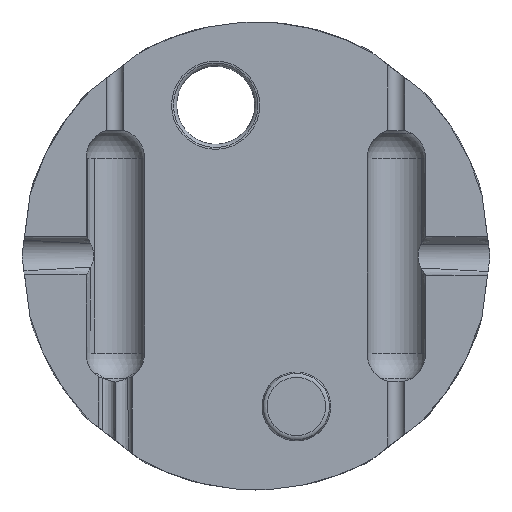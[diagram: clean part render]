
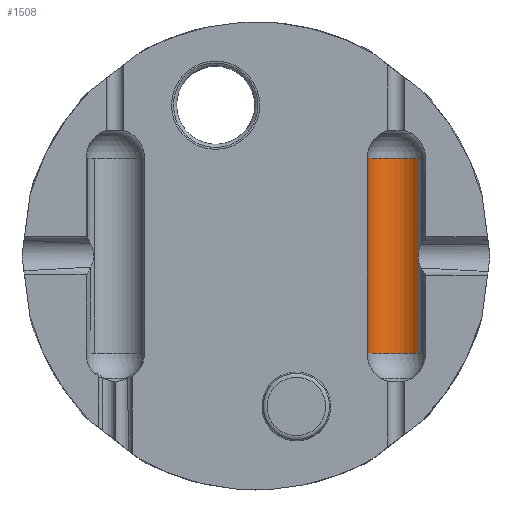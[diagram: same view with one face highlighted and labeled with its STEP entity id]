
A CAD part, top view. The second image highlights one B-rep face of the part: STEP entity #1508.
In plain terms, the highlighted cylindrical face has radius 5.391 mm (diameter 10.781 mm), a partial arc.
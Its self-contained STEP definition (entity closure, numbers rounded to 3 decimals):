
#71=CYLINDRICAL_SURFACE('',#1678,5.391);
#155=LINE('',#3102,#266);
#156=LINE('',#3103,#267);
#266=VECTOR('',#2029,10.);
#267=VECTOR('',#2030,10.);
#328=CIRCLE('',#1601,5.391);
#332=CIRCLE('',#1606,5.391);
#393=FACE_OUTER_BOUND('',#476,.T.);
#476=EDGE_LOOP('',(#1220,#1221,#1222,#1223));
#662=VERTEX_POINT('',#2898);
#663=VERTEX_POINT('',#2899);
#664=VERTEX_POINT('',#2905);
#665=VERTEX_POINT('',#2907);
#823=EDGE_CURVE('',#662,#663,#328,.T.);
#828=EDGE_CURVE('',#664,#665,#332,.T.);
#927=EDGE_CURVE('',#663,#664,#155,.T.);
#928=EDGE_CURVE('',#662,#665,#156,.T.);
#1220=ORIENTED_EDGE('',*,*,#927,.F.);
#1221=ORIENTED_EDGE('',*,*,#823,.F.);
#1222=ORIENTED_EDGE('',*,*,#928,.T.);
#1223=ORIENTED_EDGE('',*,*,#828,.F.);
#1508=ADVANCED_FACE('',(#393),#71,.F.);
#1601=AXIS2_PLACEMENT_3D('',#2900,#1813,#1814);
#1606=AXIS2_PLACEMENT_3D('',#2908,#1824,#1825);
#1678=AXIS2_PLACEMENT_3D('',#3101,#2027,#2028);
#1813=DIRECTION('center_axis',(0.,1.,0.));
#1814=DIRECTION('ref_axis',(0.,0.,-1.));
#1824=DIRECTION('center_axis',(0.,-1.,0.));
#1825=DIRECTION('ref_axis',(0.,0.,-1.));
#2027=DIRECTION('center_axis',(0.,1.,0.));
#2028=DIRECTION('ref_axis',(0.,0.,-1.));
#2029=DIRECTION('',(0.,1.,0.));
#2030=DIRECTION('',(0.,1.,0.));
#2898=CARTESIAN_POINT('',(29.687,-17.969,6.97));
#2899=CARTESIAN_POINT('',(20.484,-17.969,10.781));
#2900=CARTESIAN_POINT('Origin',(25.875,-17.969,10.781));
#2905=CARTESIAN_POINT('',(20.484,17.969,10.781));
#2907=CARTESIAN_POINT('',(29.687,17.969,6.97));
#2908=CARTESIAN_POINT('Origin',(25.875,17.969,10.781));
#3101=CARTESIAN_POINT('Origin',(25.875,17.969,10.781));
#3102=CARTESIAN_POINT('',(20.484,17.969,10.781));
#3103=CARTESIAN_POINT('',(29.687,-0.034,6.97));
